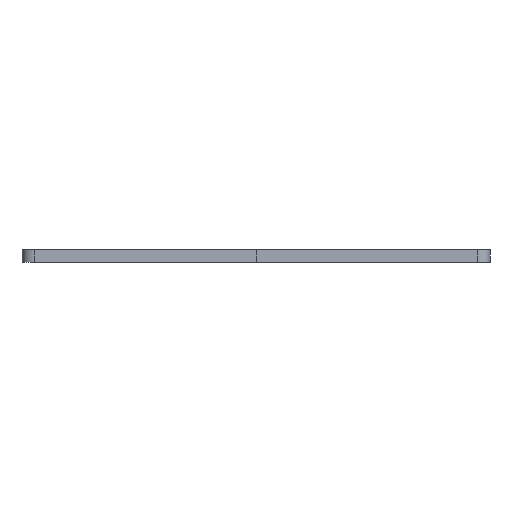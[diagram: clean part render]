
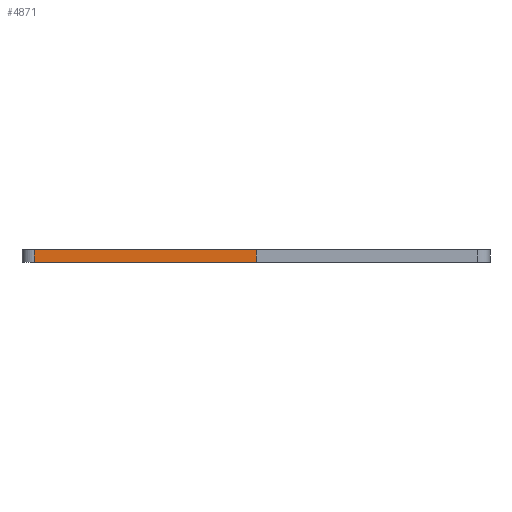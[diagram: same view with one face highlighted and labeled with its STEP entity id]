
A CAD part, front view. The second image highlights one B-rep face of the part: STEP entity #4871.
In plain terms, the highlighted planar face has unit normal (0, -1, 0).
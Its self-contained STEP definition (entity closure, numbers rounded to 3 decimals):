
#435=FACE_OUTER_BOUND('',#716,.T.);
#716=EDGE_LOOP('',(#3575,#3576,#3577,#3578));
#1015=LINE('',#7060,#1559);
#1020=LINE('',#7071,#1564);
#1067=LINE('',#7193,#1611);
#1107=LINE('',#7297,#1651);
#1559=VECTOR('',#5663,10.);
#1564=VECTOR('',#5672,10.);
#1611=VECTOR('',#5777,10.);
#1651=VECTOR('',#5895,10.);
#2101=VERTEX_POINT('',#7057);
#2102=VERTEX_POINT('',#7059);
#2106=VERTEX_POINT('',#7069);
#2152=VERTEX_POINT('',#7192);
#2579=EDGE_CURVE('',#2102,#2101,#1015,.T.);
#2585=EDGE_CURVE('',#2106,#2101,#1020,.T.);
#2647=EDGE_CURVE('',#2152,#2102,#1067,.T.);
#2699=EDGE_CURVE('',#2152,#2106,#1107,.T.);
#3575=ORIENTED_EDGE('',*,*,#2647,.T.);
#3576=ORIENTED_EDGE('',*,*,#2579,.T.);
#3577=ORIENTED_EDGE('',*,*,#2585,.F.);
#3578=ORIENTED_EDGE('',*,*,#2699,.F.);
#4674=PLANE('',#5222);
#4871=ADVANCED_FACE('',(#435),#4674,.T.);
#5222=AXIS2_PLACEMENT_3D('',#7296,#5893,#5894);
#5663=DIRECTION('',(0.,0.,1.));
#5672=DIRECTION('',(1.,0.,0.));
#5777=DIRECTION('',(1.,0.,0.));
#5893=DIRECTION('center_axis',(0.,-1.,0.));
#5894=DIRECTION('ref_axis',(1.,0.,0.));
#5895=DIRECTION('',(0.,0.,1.));
#7057=CARTESIAN_POINT('',(0.,-160.,14.));
#7059=CARTESIAN_POINT('',(0.,-160.,4.));
#7060=CARTESIAN_POINT('',(0.,-160.,4.));
#7069=CARTESIAN_POINT('',(-177.5,-160.,14.));
#7071=CARTESIAN_POINT('',(-187.5,-160.,14.));
#7192=CARTESIAN_POINT('',(-177.5,-160.,4.));
#7193=CARTESIAN_POINT('',(-187.5,-160.,4.));
#7296=CARTESIAN_POINT('Origin',(-177.5,-160.,4.));
#7297=CARTESIAN_POINT('',(-177.5,-160.,4.));
